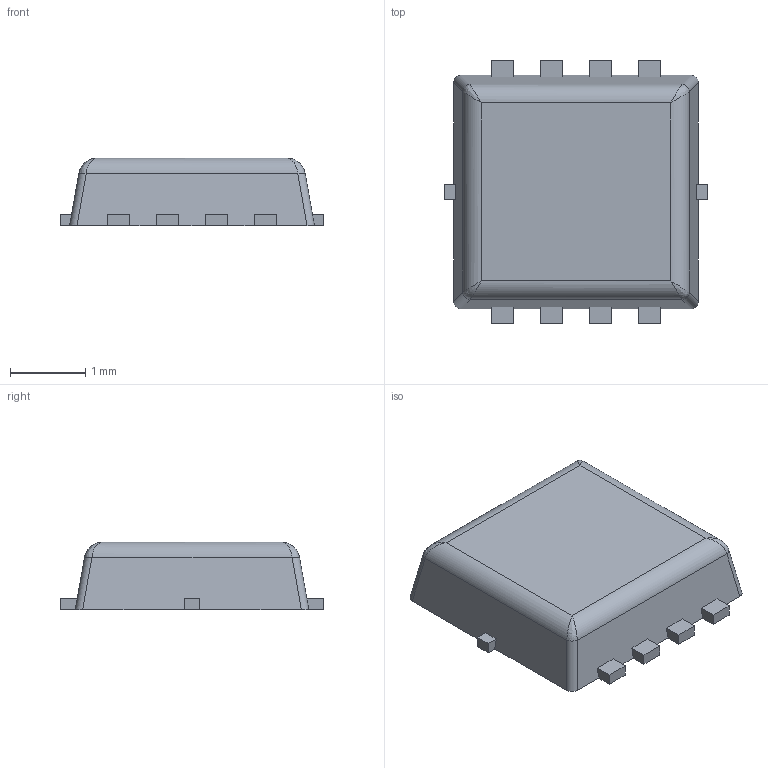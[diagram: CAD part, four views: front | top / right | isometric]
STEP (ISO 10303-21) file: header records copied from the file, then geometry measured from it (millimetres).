
FILE_DESCRIPTION(/* description */ (''),/* implementation_level */ '2;1');
FILE_NAME(/* name */ 'NEXPERIA - MLPAK33 SOT8002-1.step',/* time_stamp */ '2022-03-16T11:53:38+00:00',/* author */ (''),/* organization */ (''),/* preprocessor_version */ 'ST-DEVELOPER v18.1',/* originating_system */ 'Autodesk Translation Framework v10.13.0.1454',/* authorisation */ '');
FILE_SCHEMA (('AUTOMOTIVE_DESIGN { 1 0 10303 214 3 1 1 }'));
Length unit declared in the file: millimetre
Products named in the file (1): NEXPERIA - MLPAK33 SOT8002-1
Bounding box: 3.5 x 3.5 x 0.9 mm (x, y, z)
Volume: 8.2 mm3; surface area: 30 mm2
Topology: 1 solids, 1 shells, 83 faces, 235 edges, 150 vertices
Faces by surface type: plane 71, cylinder 8, bspline 4
Entity records: 2739 total; most frequent: CARTESIAN_POINT 541, ORIENTED_EDGE 462, DIRECTION 407, EDGE_CURVE 231, LINE 215, VECTOR 215, VERTEX_POINT 150, AXIS2_PLACEMENT_3D 96
